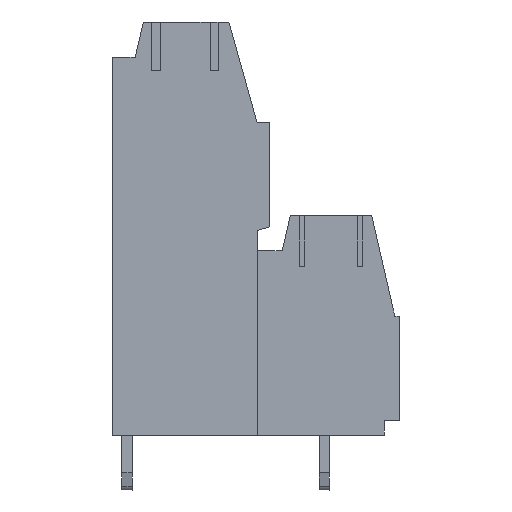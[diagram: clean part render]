
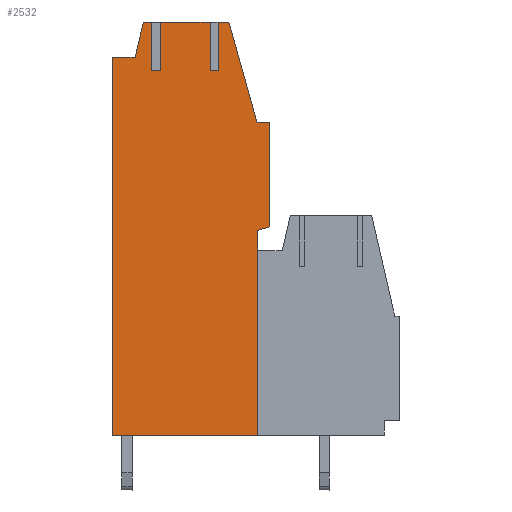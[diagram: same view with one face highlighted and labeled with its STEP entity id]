
A CAD part, left-side view. The second image highlights one B-rep face of the part: STEP entity #2532.
In plain terms, the highlighted planar face has unit normal (-1, 0, 0).
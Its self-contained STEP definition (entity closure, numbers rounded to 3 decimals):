
#2472=AXIS2_PLACEMENT_3D('Plane Axis2P3D',#2469,#2470,#2471) ;
#638=CARTESIAN_POINT('Vertex',(0.,16.75,3.2)) ;
#666=CARTESIAN_POINT('Vertex',(0.,8.3,3.2)) ;
#669=CARTESIAN_POINT('Line Origine',(0.,12.525,3.2)) ;
#1202=CARTESIAN_POINT('Vertex',(0.,16.75,25.25)) ;
#1205=CARTESIAN_POINT('Line Origine',(0.,16.75,14.225)) ;
#1322=CARTESIAN_POINT('Vertex',(0.,8.3,15.15)) ;
#1325=CARTESIAN_POINT('Line Origine',(0.,8.3,9.175)) ;
#1486=CARTESIAN_POINT('Vertex',(0.,9.95,27.3)) ;
#1573=CARTESIAN_POINT('Vertex',(0.,14.95,27.3)) ;
#1576=CARTESIAN_POINT('Line Origine',(0.,14.7,27.3)) ;
#1580=CARTESIAN_POINT('Vertex',(0.,14.45,27.3)) ;
#1629=CARTESIAN_POINT('Vertex',(0.,13.95,27.3)) ;
#1632=CARTESIAN_POINT('Line Origine',(0.,12.5,27.3)) ;
#1636=CARTESIAN_POINT('Vertex',(0.,11.05,27.3)) ;
#1685=CARTESIAN_POINT('Vertex',(0.,10.55,27.3)) ;
#1688=CARTESIAN_POINT('Line Origine',(0.,10.25,27.3)) ;
#1777=CARTESIAN_POINT('Vertex',(0.,8.311,21.45)) ;
#1780=CARTESIAN_POINT('Line Origine',(0.,9.131,24.375)) ;
#1801=CARTESIAN_POINT('Vertex',(0.,7.6,21.45)) ;
#1804=CARTESIAN_POINT('Line Origine',(0.,7.956,21.45)) ;
#1825=CARTESIAN_POINT('Vertex',(0.,7.6,15.35)) ;
#1828=CARTESIAN_POINT('Line Origine',(0.,7.6,18.4)) ;
#1913=CARTESIAN_POINT('Line Origine',(0.,7.95,15.25)) ;
#1934=CARTESIAN_POINT('Vertex',(0.,15.425,25.25)) ;
#1937=CARTESIAN_POINT('Line Origine',(0.,16.088,25.25)) ;
#1954=CARTESIAN_POINT('Line Origine',(0.,15.188,26.275)) ;
#2469=CARTESIAN_POINT('Axis2P3D Location',(0.,7.6,0.)) ;
#2474=CARTESIAN_POINT('Line Origine',(0.,13.95,25.875)) ;
#2478=CARTESIAN_POINT('Vertex',(0.,13.95,24.45)) ;
#2481=CARTESIAN_POINT('Line Origine',(0.,14.2,24.45)) ;
#2485=CARTESIAN_POINT('Vertex',(0.,14.45,24.45)) ;
#2488=CARTESIAN_POINT('Line Origine',(0.,14.45,25.875)) ;
#2493=CARTESIAN_POINT('Line Origine',(0.,10.55,25.875)) ;
#2497=CARTESIAN_POINT('Vertex',(0.,10.55,24.45)) ;
#2500=CARTESIAN_POINT('Line Origine',(0.,10.8,24.45)) ;
#2504=CARTESIAN_POINT('Vertex',(0.,11.05,24.45)) ;
#2507=CARTESIAN_POINT('Line Origine',(0.,11.05,25.875)) ;
#670=DIRECTION('Vector Direction',(0.,1.,0.)) ;
#1206=DIRECTION('Vector Direction',(0.,0.,1.)) ;
#1326=DIRECTION('Vector Direction',(0.,0.,-1.)) ;
#1577=DIRECTION('Vector Direction',(0.,-1.,0.)) ;
#1633=DIRECTION('Vector Direction',(0.,-1.,0.)) ;
#1689=DIRECTION('Vector Direction',(0.,-1.,0.)) ;
#1781=DIRECTION('Vector Direction',(0.,-0.27,-0.963)) ;
#1805=DIRECTION('Vector Direction',(0.,-1.,0.)) ;
#1829=DIRECTION('Vector Direction',(0.,0.,-1.)) ;
#1914=DIRECTION('Vector Direction',(0.,0.962,-0.275)) ;
#1938=DIRECTION('Vector Direction',(0.,-1.,0.)) ;
#1955=DIRECTION('Vector Direction',(0.,-0.226,0.974)) ;
#2470=DIRECTION('Axis2P3D Direction',(-1.,0.,0.)) ;
#2471=DIRECTION('Axis2P3D XDirection',(0.,0.,1.)) ;
#2475=DIRECTION('Vector Direction',(0.,0.,1.)) ;
#2482=DIRECTION('Vector Direction',(0.,-1.,0.)) ;
#2489=DIRECTION('Vector Direction',(0.,0.,1.)) ;
#2494=DIRECTION('Vector Direction',(0.,0.,1.)) ;
#2501=DIRECTION('Vector Direction',(0.,-1.,0.)) ;
#2508=DIRECTION('Vector Direction',(0.,0.,1.)) ;
#671=VECTOR('Line Direction',#670,1.) ;
#1207=VECTOR('Line Direction',#1206,1.) ;
#1327=VECTOR('Line Direction',#1326,1.) ;
#1578=VECTOR('Line Direction',#1577,1.) ;
#1634=VECTOR('Line Direction',#1633,1.) ;
#1690=VECTOR('Line Direction',#1689,1.) ;
#1782=VECTOR('Line Direction',#1781,1.) ;
#1806=VECTOR('Line Direction',#1805,1.) ;
#1830=VECTOR('Line Direction',#1829,1.) ;
#1915=VECTOR('Line Direction',#1914,1.) ;
#1939=VECTOR('Line Direction',#1938,1.) ;
#1956=VECTOR('Line Direction',#1955,1.) ;
#2476=VECTOR('Line Direction',#2475,1.) ;
#2483=VECTOR('Line Direction',#2482,1.) ;
#2490=VECTOR('Line Direction',#2489,1.) ;
#2495=VECTOR('Line Direction',#2494,1.) ;
#2502=VECTOR('Line Direction',#2501,1.) ;
#2509=VECTOR('Line Direction',#2508,1.) ;
#2513=ORIENTED_EDGE('',*,*,#1638,.T.) ;
#2514=ORIENTED_EDGE('',*,*,#2480,.F.) ;
#2515=ORIENTED_EDGE('',*,*,#2487,.F.) ;
#2516=ORIENTED_EDGE('',*,*,#2492,.T.) ;
#2517=ORIENTED_EDGE('',*,*,#1582,.T.) ;
#2518=ORIENTED_EDGE('',*,*,#1958,.T.) ;
#2519=ORIENTED_EDGE('',*,*,#1941,.T.) ;
#2520=ORIENTED_EDGE('',*,*,#1209,.T.) ;
#2521=ORIENTED_EDGE('',*,*,#673,.T.) ;
#2522=ORIENTED_EDGE('',*,*,#1329,.T.) ;
#2523=ORIENTED_EDGE('',*,*,#1917,.T.) ;
#2524=ORIENTED_EDGE('',*,*,#1832,.T.) ;
#2525=ORIENTED_EDGE('',*,*,#1808,.T.) ;
#2526=ORIENTED_EDGE('',*,*,#1784,.T.) ;
#2527=ORIENTED_EDGE('',*,*,#1692,.T.) ;
#2528=ORIENTED_EDGE('',*,*,#2499,.F.) ;
#2529=ORIENTED_EDGE('',*,*,#2506,.F.) ;
#2530=ORIENTED_EDGE('',*,*,#2511,.T.) ;
#2532=ADVANCED_FACE('Hauptk\X2\00F6\X0\rper',(#2531),#2473,.T.) ;
#673=EDGE_CURVE('',#639,#667,#672,.F.) ;
#1209=EDGE_CURVE('',#1203,#639,#1208,.F.) ;
#1329=EDGE_CURVE('',#667,#1323,#1328,.F.) ;
#1582=EDGE_CURVE('',#1581,#1574,#1579,.F.) ;
#1638=EDGE_CURVE('',#1637,#1630,#1635,.F.) ;
#1692=EDGE_CURVE('',#1487,#1686,#1691,.F.) ;
#1784=EDGE_CURVE('',#1778,#1487,#1783,.F.) ;
#1808=EDGE_CURVE('',#1802,#1778,#1807,.F.) ;
#1832=EDGE_CURVE('',#1826,#1802,#1831,.F.) ;
#1917=EDGE_CURVE('',#1323,#1826,#1916,.F.) ;
#1941=EDGE_CURVE('',#1935,#1203,#1940,.F.) ;
#1958=EDGE_CURVE('',#1574,#1935,#1957,.F.) ;
#2480=EDGE_CURVE('',#2479,#1630,#2477,.T.) ;
#2487=EDGE_CURVE('',#2486,#2479,#2484,.T.) ;
#2492=EDGE_CURVE('',#2486,#1581,#2491,.T.) ;
#2499=EDGE_CURVE('',#2498,#1686,#2496,.T.) ;
#2506=EDGE_CURVE('',#2505,#2498,#2503,.T.) ;
#2511=EDGE_CURVE('',#2505,#1637,#2510,.T.) ;
#2512=EDGE_LOOP('',(#2513,#2514,#2515,#2516,#2517,#2518,#2519,#2520,#2521,#2522,#2523,#2524,#2525,#2526,#2527,#2528,#2529,#2530)) ;
#2531=FACE_OUTER_BOUND('',#2512,.T.) ;
#672=LINE('Line',#669,#671) ;
#1208=LINE('Line',#1205,#1207) ;
#1328=LINE('Line',#1325,#1327) ;
#1579=LINE('Line',#1576,#1578) ;
#1635=LINE('Line',#1632,#1634) ;
#1691=LINE('Line',#1688,#1690) ;
#1783=LINE('Line',#1780,#1782) ;
#1807=LINE('Line',#1804,#1806) ;
#1831=LINE('Line',#1828,#1830) ;
#1916=LINE('Line',#1913,#1915) ;
#1940=LINE('Line',#1937,#1939) ;
#1957=LINE('Line',#1954,#1956) ;
#2477=LINE('Line',#2474,#2476) ;
#2484=LINE('Line',#2481,#2483) ;
#2491=LINE('Line',#2488,#2490) ;
#2496=LINE('Line',#2493,#2495) ;
#2503=LINE('Line',#2500,#2502) ;
#2510=LINE('Line',#2507,#2509) ;
#2473=PLANE('',#2472) ;
#639=VERTEX_POINT('',#638) ;
#667=VERTEX_POINT('',#666) ;
#1203=VERTEX_POINT('',#1202) ;
#1323=VERTEX_POINT('',#1322) ;
#1487=VERTEX_POINT('',#1486) ;
#1574=VERTEX_POINT('',#1573) ;
#1581=VERTEX_POINT('',#1580) ;
#1630=VERTEX_POINT('',#1629) ;
#1637=VERTEX_POINT('',#1636) ;
#1686=VERTEX_POINT('',#1685) ;
#1778=VERTEX_POINT('',#1777) ;
#1802=VERTEX_POINT('',#1801) ;
#1826=VERTEX_POINT('',#1825) ;
#1935=VERTEX_POINT('',#1934) ;
#2479=VERTEX_POINT('',#2478) ;
#2486=VERTEX_POINT('',#2485) ;
#2498=VERTEX_POINT('',#2497) ;
#2505=VERTEX_POINT('',#2504) ;
